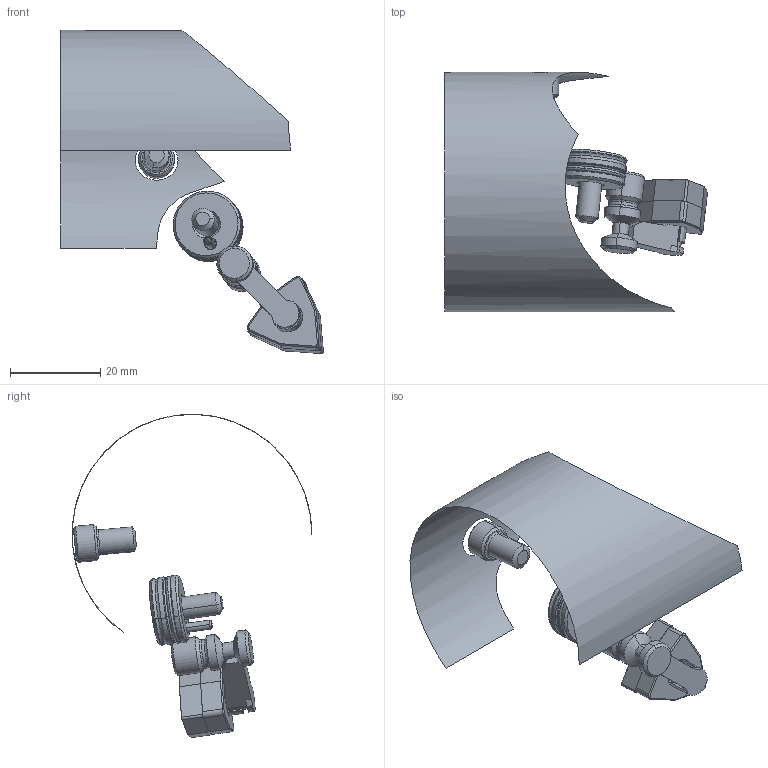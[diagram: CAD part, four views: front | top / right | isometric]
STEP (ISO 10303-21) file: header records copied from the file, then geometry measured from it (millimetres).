
FILE_DESCRIPTION (( 'STEP AP214' ), '1' );
FILE_NAME ('-PW..RLA.100-HP.STEP', '2022-05-10T11:19:39', ( '' ), ( '' ), 'SwSTEP 2.0', 'SolidWorks 2017', '' );
FILE_SCHEMA (( 'AUTOMOTIVE_DESIGN' ));
Length unit declared in the file: millimetre
Products named in the file (13): DIN 7991 - M5x15; WCD-ER1.101.000; WWE-ER2.101.004_A; CHP-ER1.008.014_A; WNMG080404; -PW..RLA.100-HP; CHP-ER1.015.006_A; WCD-ER4.101.017_A; CHP-ER1.015.006; HA6-PWE.RLA.100-HP_B; DIN 3771 - 13x1; ISO 8752 2x8; WDF-ER3.101.000_A
Assembly tree (12 placements, depth 3):
  -PW..RLA.100-HP
    HA6-PWE.RLA.100-HP_B
    WWE-ER2.101.004_A
    WNMG080404
    WDF-ER3.101.000_A
    WCD-ER4.101.017_A
    WCD-ER1.101.000
    CHP-ER1.008.014_A
    ISO 8752 2x8
    CHP-ER1.015.006
      CHP-ER1.015.006_A
      DIN 3771 - 13x1
      DIN 7991 - M5x15
Bounding box: 58.13 x 53 x 71.49 mm (x, y, z)
Volume: 4102 mm3; surface area: 7422.7 mm2
Topology: 10 solids, 11 shells, 269 faces, 623 edges, 370 vertices
Faces by surface type: plane 101, cone 70, cylinder 57, torus 23, bspline 18
Entity records: 8606 total; most frequent: CARTESIAN_POINT 2076, DIRECTION 1282, ORIENTED_EDGE 1212, EDGE_CURVE 611, AXIS2_PLACEMENT_3D 496, VERTEX_POINT 370, VECTOR 290, LINE 290
